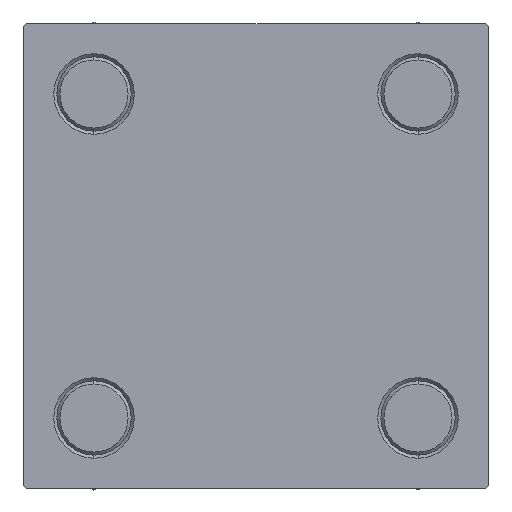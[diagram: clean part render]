
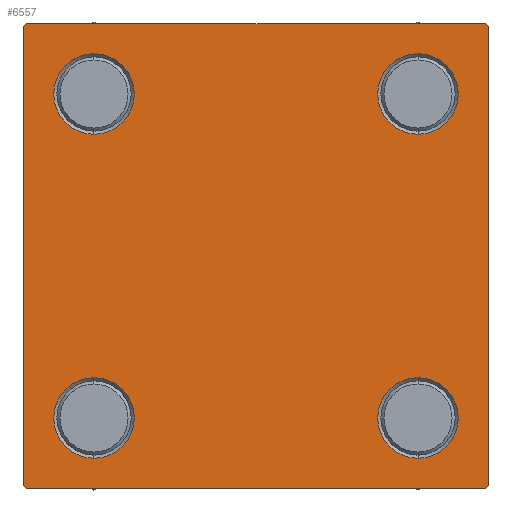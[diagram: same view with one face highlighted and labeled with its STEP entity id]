
A CAD part, left-side view. The second image highlights one B-rep face of the part: STEP entity #6557.
In plain terms, the highlighted planar face has unit normal (-1, 0, 0).
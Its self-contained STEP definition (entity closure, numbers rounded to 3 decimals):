
#566 = DIRECTION ( 'NONE',  ( 0., -1., 0. ) ) ;
#1436 = DIRECTION ( 'NONE',  ( 1., 0., 0. ) ) ;
#1602 = CARTESIAN_POINT ( 'NONE',  ( 0., -26.15, -26.15 ) ) ;
#1631 = EDGE_CURVE ( 'NONE', #38715, #23681, #10664, .T. ) ;
#1667 = FACE_BOUND ( 'NONE', #19643, .T. ) ;
#1943 = CIRCLE ( 'NONE', #42139, 6.5 ) ;
#2063 = VERTEX_POINT ( 'NONE', #17532 ) ;
#2388 = CARTESIAN_POINT ( 'NONE',  ( 0., -37.25, 37.25 ) ) ;
#2748 = VERTEX_POINT ( 'NONE', #49106 ) ;
#3171 = VERTEX_POINT ( 'NONE', #29425 ) ;
#3731 = CARTESIAN_POINT ( 'NONE',  ( 0., -26.15, -26.15 ) ) ;
#3908 = EDGE_CURVE ( 'NONE', #28186, #15041, #44938, .T. ) ;
#4210 = DIRECTION ( 'NONE',  ( 0., 0., 1. ) ) ;
#4441 = CARTESIAN_POINT ( 'NONE',  ( 0., 26.15, -32.65 ) ) ;
#4500 = VECTOR ( 'NONE', #10470, 1000. ) ;
#4704 = CARTESIAN_POINT ( 'NONE',  ( 0., -26.15, 26.15 ) ) ;
#5686 = FACE_BOUND ( 'NONE', #27045, .T. ) ;
#5871 = DIRECTION ( 'NONE',  ( 0., 0.707, -0.707 ) ) ;
#5960 = AXIS2_PLACEMENT_3D ( 'NONE', #49260, #45236, #6256 ) ;
#6256 = DIRECTION ( 'NONE',  ( 0., 0., 1. ) ) ;
#6437 = CARTESIAN_POINT ( 'NONE',  ( 0., -26.15, -32.65 ) ) ;
#6472 = DIRECTION ( 'NONE',  ( 0., 0., -1. ) ) ;
#6480 = ORIENTED_EDGE ( 'NONE', *, *, #28675, .T. ) ;
#6557 = ADVANCED_FACE ( 'NONE', ( #36139, #1667, #5686, #16990, #36636 ), #21007, .T. ) ;
#7270 = CARTESIAN_POINT ( 'NONE',  ( 0., -37., 37.5 ) ) ;
#9212 = EDGE_LOOP ( 'NONE', ( #6480, #38720, #32224, #45907, #24285, #30774, #28373, #33679 ) ) ;
#9651 = CARTESIAN_POINT ( 'NONE',  ( 0., 37.25, 37.25 ) ) ;
#9996 = LINE ( 'NONE', #28861, #12996 ) ;
#10470 = DIRECTION ( 'NONE',  ( 0., -0.707, 0.707 ) ) ;
#10664 = LINE ( 'NONE', #14940, #26129 ) ;
#11375 = CARTESIAN_POINT ( 'NONE',  ( 0., -26.15, -19.65 ) ) ;
#12345 = VERTEX_POINT ( 'NONE', #43138 ) ;
#12643 = EDGE_CURVE ( 'NONE', #3171, #35642, #31234, .T. ) ;
#12917 = LINE ( 'NONE', #9651, #35670 ) ;
#12996 = VECTOR ( 'NONE', #6472, 1000. ) ;
#13151 = DIRECTION ( 'NONE',  ( 1., 0., 0. ) ) ;
#14053 = EDGE_CURVE ( 'NONE', #14380, #18840, #23250, .T. ) ;
#14380 = VERTEX_POINT ( 'NONE', #39469 ) ;
#14673 = DIRECTION ( 'NONE',  ( 0., -0.707, -0.707 ) ) ;
#14940 = CARTESIAN_POINT ( 'NONE',  ( 0., 37.25, -37.25 ) ) ;
#15041 = VERTEX_POINT ( 'NONE', #20945 ) ;
#15117 = CARTESIAN_POINT ( 'NONE',  ( 0., 37.5, -37. ) ) ;
#15194 = AXIS2_PLACEMENT_3D ( 'NONE', #25387, #22352, #48516 ) ;
#16990 = FACE_BOUND ( 'NONE', #28239, .T. ) ;
#17106 = CARTESIAN_POINT ( 'NONE',  ( 0., 26.15, 19.65 ) ) ;
#17244 = LINE ( 'NONE', #32608, #34054 ) ;
#17291 = VECTOR ( 'NONE', #37089, 1000. ) ;
#17488 = DIRECTION ( 'NONE',  ( -1., 0., 0. ) ) ;
#17513 = CARTESIAN_POINT ( 'NONE',  ( 0., -37.25, -37.25 ) ) ;
#17532 = CARTESIAN_POINT ( 'NONE',  ( 0., -26.15, 32.65 ) ) ;
#18034 = VERTEX_POINT ( 'NONE', #4441 ) ;
#18840 = VERTEX_POINT ( 'NONE', #17106 ) ;
#18926 = CARTESIAN_POINT ( 'NONE',  ( 0., 37.5, 37.5 ) ) ;
#18975 = CARTESIAN_POINT ( 'NONE',  ( 0., 26.15, 26.15 ) ) ;
#19515 = CIRCLE ( 'NONE', #47647, 6.5 ) ;
#19643 = EDGE_LOOP ( 'NONE', ( #43026, #35556 ) ) ;
#19969 = EDGE_CURVE ( 'NONE', #34125, #15041, #9996, .T. ) ;
#20945 = CARTESIAN_POINT ( 'NONE',  ( 0., -37.5, -37. ) ) ;
#21007 = PLANE ( 'NONE',  #36806 ) ;
#21574 = DIRECTION ( 'NONE',  ( 0., 0., 1. ) ) ;
#21595 = CARTESIAN_POINT ( 'NONE',  ( 0., 37.5, -37.5 ) ) ;
#21802 = EDGE_LOOP ( 'NONE', ( #42042, #27415 ) ) ;
#22352 = DIRECTION ( 'NONE',  ( 1., 0., 0. ) ) ;
#23250 = CIRCLE ( 'NONE', #15194, 6.5 ) ;
#23681 = VERTEX_POINT ( 'NONE', #41022 ) ;
#24285 = ORIENTED_EDGE ( 'NONE', *, *, #19969, .F. ) ;
#24379 = CIRCLE ( 'NONE', #49304, 6.5 ) ;
#24829 = VECTOR ( 'NONE', #566, 1000. ) ;
#25054 = DIRECTION ( 'NONE',  ( 0., 0., -1. ) ) ;
#25387 = CARTESIAN_POINT ( 'NONE',  ( 0., 26.15, 26.15 ) ) ;
#25824 = EDGE_CURVE ( 'NONE', #29668, #41696, #1943, .T. ) ;
#26129 = VECTOR ( 'NONE', #14673, 1000. ) ;
#26597 = EDGE_CURVE ( 'NONE', #41696, #29668, #30054, .T. ) ;
#27045 = EDGE_LOOP ( 'NONE', ( #47290, #32462 ) ) ;
#27321 = VERTEX_POINT ( 'NONE', #43996 ) ;
#27415 = ORIENTED_EDGE ( 'NONE', *, *, #45511, .T. ) ;
#27678 = EDGE_CURVE ( 'NONE', #2748, #18034, #19515, .T. ) ;
#28186 = VERTEX_POINT ( 'NONE', #35299 ) ;
#28239 = EDGE_LOOP ( 'NONE', ( #32029, #48485 ) ) ;
#28373 = ORIENTED_EDGE ( 'NONE', *, *, #12643, .F. ) ;
#28415 = EDGE_CURVE ( 'NONE', #18034, #2748, #24379, .T. ) ;
#28464 = AXIS2_PLACEMENT_3D ( 'NONE', #4704, #1436, #32119 ) ;
#28675 = EDGE_CURVE ( 'NONE', #27321, #38715, #17244, .T. ) ;
#28861 = CARTESIAN_POINT ( 'NONE',  ( 0., -37.5, 37.5 ) ) ;
#29038 = EDGE_CURVE ( 'NONE', #3171, #27321, #12917, .T. ) ;
#29425 = CARTESIAN_POINT ( 'NONE',  ( 0., 37., 37.5 ) ) ;
#29668 = VERTEX_POINT ( 'NONE', #6437 ) ;
#30053 = CIRCLE ( 'NONE', #5960, 6.5 ) ;
#30054 = CIRCLE ( 'NONE', #47721, 6.5 ) ;
#30774 = ORIENTED_EDGE ( 'NONE', *, *, #33078, .T. ) ;
#30871 = CARTESIAN_POINT ( 'NONE',  ( 0., 26.15, -26.15 ) ) ;
#31234 = LINE ( 'NONE', #18926, #24829 ) ;
#31396 = CARTESIAN_POINT ( 'NONE',  ( 0., -37.5, 37. ) ) ;
#32029 = ORIENTED_EDGE ( 'NONE', *, *, #14053, .T. ) ;
#32119 = DIRECTION ( 'NONE',  ( 0., 0., 1. ) ) ;
#32224 = ORIENTED_EDGE ( 'NONE', *, *, #46147, .T. ) ;
#32462 = ORIENTED_EDGE ( 'NONE', *, *, #28415, .T. ) ;
#32498 = AXIS2_PLACEMENT_3D ( 'NONE', #18975, #34342, #49425 ) ;
#32608 = CARTESIAN_POINT ( 'NONE',  ( 0., 37.5, 37.5 ) ) ;
#32846 = DIRECTION ( 'NONE',  ( 0., 0., 1. ) ) ;
#33078 = EDGE_CURVE ( 'NONE', #34125, #35642, #40136, .T. ) ;
#33170 = LINE ( 'NONE', #21595, #40580 ) ;
#33679 = ORIENTED_EDGE ( 'NONE', *, *, #29038, .T. ) ;
#34054 = VECTOR ( 'NONE', #25054, 1000. ) ;
#34125 = VERTEX_POINT ( 'NONE', #31396 ) ;
#34342 = DIRECTION ( 'NONE',  ( 1., 0., 0. ) ) ;
#35299 = CARTESIAN_POINT ( 'NONE',  ( 0., -37., -37.5 ) ) ;
#35556 = ORIENTED_EDGE ( 'NONE', *, *, #25824, .T. ) ;
#35642 = VERTEX_POINT ( 'NONE', #7270 ) ;
#35670 = VECTOR ( 'NONE', #5871, 1000. ) ;
#36139 = FACE_BOUND ( 'NONE', #21802, .T. ) ;
#36374 = CARTESIAN_POINT ( 'NONE',  ( 0., 0., 0. ) ) ;
#36433 = CARTESIAN_POINT ( 'NONE',  ( 0., 26.15, -26.15 ) ) ;
#36636 = FACE_OUTER_BOUND ( 'NONE', #9212, .T. ) ;
#36806 = AXIS2_PLACEMENT_3D ( 'NONE', #36374, #17488, #32846 ) ;
#36955 = DIRECTION ( 'NONE',  ( 0., -1., 0. ) ) ;
#37089 = DIRECTION ( 'NONE',  ( 0., 0.707, 0.707 ) ) ;
#38715 = VERTEX_POINT ( 'NONE', #15117 ) ;
#38720 = ORIENTED_EDGE ( 'NONE', *, *, #1631, .T. ) ;
#39469 = CARTESIAN_POINT ( 'NONE',  ( 0., 26.15, 32.65 ) ) ;
#40136 = LINE ( 'NONE', #2388, #17291 ) ;
#40580 = VECTOR ( 'NONE', #36955, 1000. ) ;
#40710 = DIRECTION ( 'NONE',  ( 1., 0., 0. ) ) ;
#41022 = CARTESIAN_POINT ( 'NONE',  ( 0., 37., -37.5 ) ) ;
#41506 = EDGE_CURVE ( 'NONE', #18840, #14380, #44566, .T. ) ;
#41696 = VERTEX_POINT ( 'NONE', #11375 ) ;
#42042 = ORIENTED_EDGE ( 'NONE', *, *, #44178, .T. ) ;
#42139 = AXIS2_PLACEMENT_3D ( 'NONE', #1602, #13151, #43608 ) ;
#43026 = ORIENTED_EDGE ( 'NONE', *, *, #26597, .T. ) ;
#43138 = CARTESIAN_POINT ( 'NONE',  ( 0., -26.15, 19.65 ) ) ;
#43608 = DIRECTION ( 'NONE',  ( 0., 0., 1. ) ) ;
#43741 = CIRCLE ( 'NONE', #28464, 6.5 ) ;
#43996 = CARTESIAN_POINT ( 'NONE',  ( 0., 37.5, 37. ) ) ;
#44178 = EDGE_CURVE ( 'NONE', #2063, #12345, #30053, .T. ) ;
#44566 = CIRCLE ( 'NONE', #32498, 6.5 ) ;
#44938 = LINE ( 'NONE', #17513, #4500 ) ;
#45236 = DIRECTION ( 'NONE',  ( 1., 0., 0. ) ) ;
#45492 = DIRECTION ( 'NONE',  ( 1., 0., 0. ) ) ;
#45511 = EDGE_CURVE ( 'NONE', #12345, #2063, #43741, .T. ) ;
#45907 = ORIENTED_EDGE ( 'NONE', *, *, #3908, .T. ) ;
#46147 = EDGE_CURVE ( 'NONE', #23681, #28186, #33170, .T. ) ;
#46237 = DIRECTION ( 'NONE',  ( 1., 0., 0. ) ) ;
#47290 = ORIENTED_EDGE ( 'NONE', *, *, #27678, .T. ) ;
#47647 = AXIS2_PLACEMENT_3D ( 'NONE', #30871, #46237, #4210 ) ;
#47721 = AXIS2_PLACEMENT_3D ( 'NONE', #3731, #45492, #49748 ) ;
#48485 = ORIENTED_EDGE ( 'NONE', *, *, #41506, .T. ) ;
#48516 = DIRECTION ( 'NONE',  ( 0., 0., 1. ) ) ;
#49106 = CARTESIAN_POINT ( 'NONE',  ( 0., 26.15, -19.65 ) ) ;
#49260 = CARTESIAN_POINT ( 'NONE',  ( 0., -26.15, 26.15 ) ) ;
#49304 = AXIS2_PLACEMENT_3D ( 'NONE', #36433, #40710, #21574 ) ;
#49425 = DIRECTION ( 'NONE',  ( 0., 0., 1. ) ) ;
#49748 = DIRECTION ( 'NONE',  ( 0., 0., 1. ) ) ;
